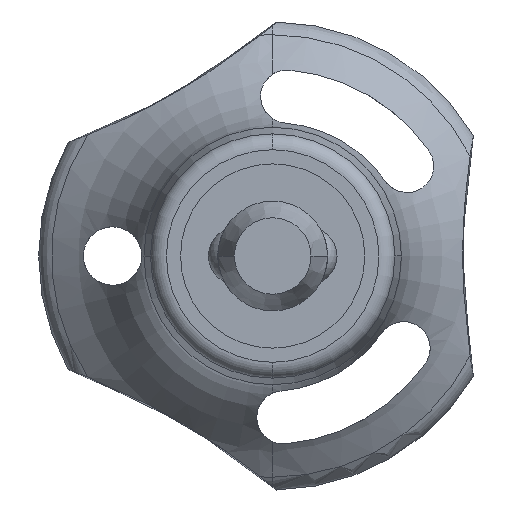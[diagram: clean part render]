
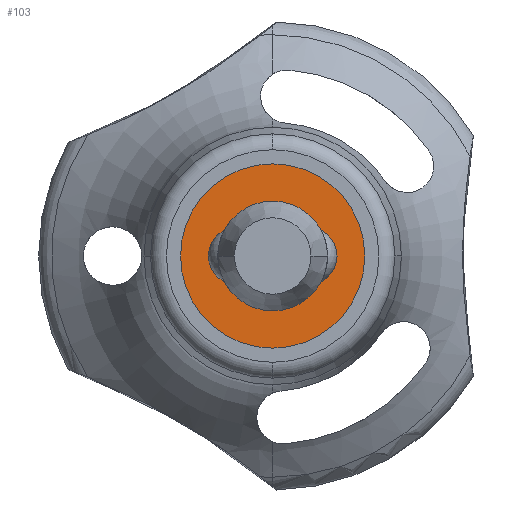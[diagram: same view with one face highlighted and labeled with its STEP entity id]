
A CAD part, front view. The second image highlights one B-rep face of the part: STEP entity #103.
In plain terms, the highlighted planar face has unit normal (0, -1, 0).
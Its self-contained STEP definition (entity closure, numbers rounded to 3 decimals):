
#103=ADVANCED_FACE('',(#240,#241),#242,.T.);
#240=FACE_OUTER_BOUND('',#412,.T.);
#241=FACE_BOUND('',#413,.T.);
#242=PLANE('',#414);
#412=EDGE_LOOP('',(#672,#673));
#413=EDGE_LOOP('',(#674,#675));
#414=AXIS2_PLACEMENT_3D('',#676,#677,#678);
#672=ORIENTED_EDGE('',*,*,#1139,.F.);
#673=ORIENTED_EDGE('',*,*,#1140,.F.);
#674=ORIENTED_EDGE('',*,*,#1095,.T.);
#675=ORIENTED_EDGE('',*,*,#1141,.T.);
#676=CARTESIAN_POINT('',(-2.0,0.0,0.0));
#677=DIRECTION('',(0.,-1.0,0.0));
#678=DIRECTION('',(1.0,0.,0.0));
#1095=EDGE_CURVE('',#1327,#1331,#1333,.T.);
#1139=EDGE_CURVE('',#1405,#1406,#1407,.T.);
#1140=EDGE_CURVE('',#1406,#1405,#1408,.T.);
#1141=EDGE_CURVE('',#1331,#1327,#1409,.T.);
#1327=VERTEX_POINT('',#1870);
#1331=VERTEX_POINT('',#1875);
#1333=CIRCLE('',#1878,2.381);
#1405=VERTEX_POINT('',#2626);
#1406=VERTEX_POINT('',#2627);
#1407=CIRCLE('',#2628,4.0);
#1408=CIRCLE('',#2629,4.0);
#1409=CIRCLE('',#2630,2.381);
#1870=CARTESIAN_POINT('',(0.,0.0,-2.381));
#1875=CARTESIAN_POINT('',(0.,0.,2.381));
#1878=AXIS2_PLACEMENT_3D('',#3799,#3800,#3801);
#2626=CARTESIAN_POINT('',(-4.0,0.0,0.0));
#2627=CARTESIAN_POINT('',(4.0,0.,0.));
#2628=AXIS2_PLACEMENT_3D('',#3839,#3840,#3841);
#2629=AXIS2_PLACEMENT_3D('',#3842,#3843,#3844);
#2630=AXIS2_PLACEMENT_3D('',#3845,#3846,#3847);
#3799=CARTESIAN_POINT('',(0.,0.0,0.0));
#3800=DIRECTION('',(0.,1.0,0.0));
#3801=DIRECTION('',(0.0,0.0,-1.0));
#3839=CARTESIAN_POINT('',(0.,0.0,0.0));
#3840=DIRECTION('',(0.,1.0,0.0));
#3841=DIRECTION('',(-1.0,0.,0.0));
#3842=CARTESIAN_POINT('',(0.,0.0,0.0));
#3843=DIRECTION('',(0.,1.0,0.0));
#3844=DIRECTION('',(-1.0,0.,0.0));
#3845=CARTESIAN_POINT('',(0.,0.0,0.0));
#3846=DIRECTION('',(0.,1.0,0.0));
#3847=DIRECTION('',(0.0,0.0,-1.0));
